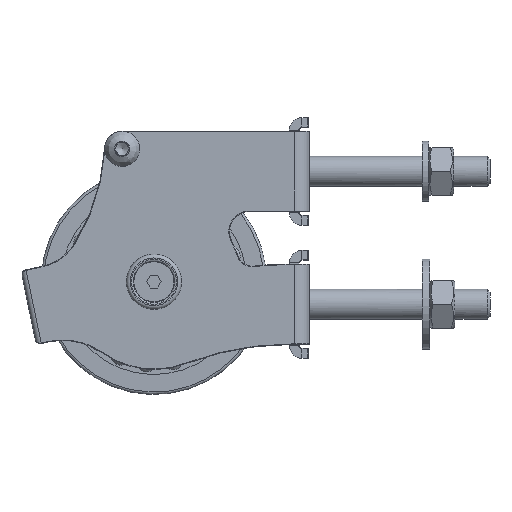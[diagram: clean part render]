
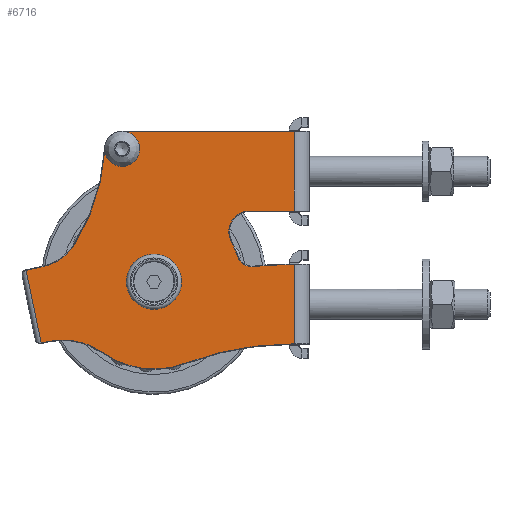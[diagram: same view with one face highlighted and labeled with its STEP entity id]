
A CAD part, left-side view. The second image highlights one B-rep face of the part: STEP entity #6716.
In plain terms, the highlighted planar face has unit normal (-1, 0, 0).
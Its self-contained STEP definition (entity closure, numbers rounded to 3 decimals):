
#381=LINE('',#10867,#731);
#382=LINE('',#10869,#732);
#383=LINE('',#10871,#733);
#384=LINE('',#10879,#734);
#385=LINE('',#10881,#735);
#386=LINE('',#10883,#736);
#387=LINE('',#10891,#737);
#388=LINE('',#10893,#738);
#389=LINE('',#10895,#739);
#731=VECTOR('',#8472,10.);
#732=VECTOR('',#8473,10.);
#733=VECTOR('',#8474,10.);
#734=VECTOR('',#8481,10.);
#735=VECTOR('',#8482,10.);
#736=VECTOR('',#8483,10.);
#737=VECTOR('',#8490,10.);
#738=VECTOR('',#8491,10.);
#739=VECTOR('',#8492,10.);
#1234=FACE_BOUND('',#1932,.T.);
#1235=FACE_BOUND('',#1933,.T.);
#1381=FACE_OUTER_BOUND('',#1931,.T.);
#1931=EDGE_LOOP('',(#4765,#4766,#4767,#4768,#4769,#4770,#4771,#4772,#4773,
#4774,#4775,#4776,#4777,#4778,#4779,#4780,#4781,#4782,#4783));
#1932=EDGE_LOOP('',(#4784));
#1933=EDGE_LOOP('',(#4785));
#2640=CIRCLE('',#7323,6.8);
#2641=CIRCLE('',#7324,80.2);
#2642=CIRCLE('',#7325,20.2);
#2643=CIRCLE('',#7326,28.2);
#2644=CIRCLE('',#7327,34.8);
#2645=CIRCLE('',#7328,120.2);
#2646=CIRCLE('',#7329,151.8);
#2647=CIRCLE('',#7330,6.2);
#2648=CIRCLE('',#7331,34.8);
#2649=CIRCLE('',#7332,8.2);
#2650=CIRCLE('',#7333,10.7);
#2651=CIRCLE('',#7334,6.662);
#3159=VERTEX_POINT('',#10865);
#3160=VERTEX_POINT('',#10866);
#3161=VERTEX_POINT('',#10868);
#3162=VERTEX_POINT('',#10870);
#3163=VERTEX_POINT('',#10872);
#3164=VERTEX_POINT('',#10874);
#3165=VERTEX_POINT('',#10876);
#3166=VERTEX_POINT('',#10878);
#3167=VERTEX_POINT('',#10880);
#3168=VERTEX_POINT('',#10882);
#3169=VERTEX_POINT('',#10884);
#3170=VERTEX_POINT('',#10886);
#3171=VERTEX_POINT('',#10888);
#3172=VERTEX_POINT('',#10890);
#3173=VERTEX_POINT('',#10892);
#3174=VERTEX_POINT('',#10894);
#3175=VERTEX_POINT('',#10896);
#3176=VERTEX_POINT('',#10898);
#3177=VERTEX_POINT('',#10900);
#3178=VERTEX_POINT('',#10903);
#3179=VERTEX_POINT('',#10905);
#3794=EDGE_CURVE('',#3159,#3160,#381,.T.);
#3795=EDGE_CURVE('',#3159,#3161,#382,.T.);
#3796=EDGE_CURVE('',#3162,#3161,#383,.T.);
#3797=EDGE_CURVE('',#3163,#3162,#2640,.T.);
#3798=EDGE_CURVE('',#3164,#3163,#2641,.T.);
#3799=EDGE_CURVE('',#3165,#3164,#2642,.T.);
#3800=EDGE_CURVE('',#3166,#3165,#384,.T.);
#3801=EDGE_CURVE('',#3167,#3166,#385,.T.);
#3802=EDGE_CURVE('',#3168,#3167,#386,.T.);
#3803=EDGE_CURVE('',#3169,#3168,#2643,.T.);
#3804=EDGE_CURVE('',#3170,#3169,#2644,.T.);
#3805=EDGE_CURVE('',#3171,#3170,#2645,.T.);
#3806=EDGE_CURVE('',#3172,#3171,#387,.T.);
#3807=EDGE_CURVE('',#3172,#3173,#388,.T.);
#3808=EDGE_CURVE('',#3174,#3173,#389,.T.);
#3809=EDGE_CURVE('',#3175,#3174,#2646,.T.);
#3810=EDGE_CURVE('',#3176,#3175,#2647,.T.);
#3811=EDGE_CURVE('',#3177,#3176,#2648,.T.);
#3812=EDGE_CURVE('',#3160,#3177,#2649,.T.);
#3813=EDGE_CURVE('',#3178,#3178,#2650,.T.);
#3814=EDGE_CURVE('',#3179,#3179,#2651,.T.);
#4765=ORIENTED_EDGE('',*,*,#3794,.F.);
#4766=ORIENTED_EDGE('',*,*,#3795,.T.);
#4767=ORIENTED_EDGE('',*,*,#3796,.F.);
#4768=ORIENTED_EDGE('',*,*,#3797,.F.);
#4769=ORIENTED_EDGE('',*,*,#3798,.F.);
#4770=ORIENTED_EDGE('',*,*,#3799,.F.);
#4771=ORIENTED_EDGE('',*,*,#3800,.F.);
#4772=ORIENTED_EDGE('',*,*,#3801,.F.);
#4773=ORIENTED_EDGE('',*,*,#3802,.F.);
#4774=ORIENTED_EDGE('',*,*,#3803,.F.);
#4775=ORIENTED_EDGE('',*,*,#3804,.F.);
#4776=ORIENTED_EDGE('',*,*,#3805,.F.);
#4777=ORIENTED_EDGE('',*,*,#3806,.F.);
#4778=ORIENTED_EDGE('',*,*,#3807,.T.);
#4779=ORIENTED_EDGE('',*,*,#3808,.F.);
#4780=ORIENTED_EDGE('',*,*,#3809,.F.);
#4781=ORIENTED_EDGE('',*,*,#3810,.F.);
#4782=ORIENTED_EDGE('',*,*,#3811,.F.);
#4783=ORIENTED_EDGE('',*,*,#3812,.F.);
#4784=ORIENTED_EDGE('',*,*,#3813,.F.);
#4785=ORIENTED_EDGE('',*,*,#3814,.T.);
#6551=PLANE('',#7322);
#6716=ADVANCED_FACE('',(#1381,#1234,#1235),#6551,.T.);
#7322=AXIS2_PLACEMENT_3D('',#10864,#8470,#8471);
#7323=AXIS2_PLACEMENT_3D('',#10873,#8475,#8476);
#7324=AXIS2_PLACEMENT_3D('',#10875,#8477,#8478);
#7325=AXIS2_PLACEMENT_3D('',#10877,#8479,#8480);
#7326=AXIS2_PLACEMENT_3D('',#10885,#8484,#8485);
#7327=AXIS2_PLACEMENT_3D('',#10887,#8486,#8487);
#7328=AXIS2_PLACEMENT_3D('',#10889,#8488,#8489);
#7329=AXIS2_PLACEMENT_3D('',#10897,#8493,#8494);
#7330=AXIS2_PLACEMENT_3D('',#10899,#8495,#8496);
#7331=AXIS2_PLACEMENT_3D('',#10901,#8497,#8498);
#7332=AXIS2_PLACEMENT_3D('',#10902,#8499,#8500);
#7333=AXIS2_PLACEMENT_3D('',#10904,#8501,#8502);
#7334=AXIS2_PLACEMENT_3D('',#10906,#8503,#8504);
#8470=DIRECTION('center_axis',(-1.,0.,0.));
#8471=DIRECTION('ref_axis',(0.,0.,-1.));
#8472=DIRECTION('',(0.,1.,0.));
#8473=DIRECTION('',(0.,0.,1.));
#8474=DIRECTION('',(0.,-1.,0.));
#8475=DIRECTION('center_axis',(1.,0.,0.));
#8476=DIRECTION('ref_axis',(0.,0.689,0.725));
#8477=DIRECTION('center_axis',(-1.,0.,0.));
#8478=DIRECTION('ref_axis',(0.,-0.954,-0.301));
#8479=DIRECTION('center_axis',(-1.,0.,0.));
#8480=DIRECTION('ref_axis',(0.,-0.571,-0.821));
#8481=DIRECTION('',(0.,-0.979,0.202));
#8482=DIRECTION('',(0.,0.202,0.979));
#8483=DIRECTION('',(0.,0.979,-0.202));
#8484=DIRECTION('center_axis',(-1.,0.,0.));
#8485=DIRECTION('ref_axis',(0.,-0.205,0.979));
#8486=DIRECTION('center_axis',(1.,0.,0.));
#8487=DIRECTION('ref_axis',(0.,0.127,-0.992));
#8488=DIRECTION('center_axis',(-1.,0.,0.));
#8489=DIRECTION('ref_axis',(0.,0.18,0.984));
#8490=DIRECTION('',(0.,1.,0.));
#8491=DIRECTION('',(0.,0.,1.));
#8492=DIRECTION('',(0.,-1.,0.));
#8493=DIRECTION('center_axis',(1.,0.,0.));
#8494=DIRECTION('ref_axis',(0.,0.05,0.999));
#8495=DIRECTION('center_axis',(-1.,0.,0.));
#8496=DIRECTION('ref_axis',(0.,0.552,-0.834));
#8497=DIRECTION('center_axis',(1.,0.,0.));
#8498=DIRECTION('ref_axis',(0.,-0.924,0.383));
#8499=DIRECTION('center_axis',(-1.,0.,0.));
#8500=DIRECTION('ref_axis',(0.,0.856,0.517));
#8501=DIRECTION('center_axis',(-1.,0.,0.));
#8502=DIRECTION('ref_axis',(0.,0.,-1.));
#8503=DIRECTION('center_axis',(1.,0.,0.));
#8504=DIRECTION('ref_axis',(0.,0.554,0.833));
#10864=CARTESIAN_POINT('Origin',(-29.,-22.215,14.67));
#10865=CARTESIAN_POINT('',(-29.,6.,28.2));
#10866=CARTESIAN_POINT('',(-29.,23.969,28.2));
#10867=CARTESIAN_POINT('',(-29.,0.877,28.2));
#10868=CARTESIAN_POINT('',(-29.,6.,59.8));
#10869=CARTESIAN_POINT('',(-29.,6.,21.335));
#10870=CARTESIAN_POINT('',(-29.,74.735,59.8));
#10871=CARTESIAN_POINT('',(-29.,26.26,59.8));
#10872=CARTESIAN_POINT('',(-29.,81.526,53.353));
#10873=CARTESIAN_POINT('Origin',(-29.,74.735,53.));
#10874=CARTESIAN_POINT('',(-29.,93.64,14.961));
#10875=CARTESIAN_POINT('Origin',(-29.,161.618,57.518));
#10876=CARTESIAN_POINT('',(-29.,106.678,5.897));
#10877=CARTESIAN_POINT('Origin',(-29.,110.761,25.68));
#10878=CARTESIAN_POINT('',(-29.,113.015,4.589));
#10879=CARTESIAN_POINT('',(-29.,46.186,18.383));
#10880=CARTESIAN_POINT('',(-29.,107.031,-24.4));
#10881=CARTESIAN_POINT('',(-29.,108.363,-17.95));
#10882=CARTESIAN_POINT('',(-29.,104.136,-23.802));
#10883=CARTESIAN_POINT('',(-29.,39.734,-10.509));
#10884=CARTESIAN_POINT('',(-29.,82.142,-28.403));
#10885=CARTESIAN_POINT('Origin',(-29.,98.435,-51.42));
#10886=CARTESIAN_POINT('',(-29.,49.738,-32.555));
#10887=CARTESIAN_POINT('Origin',(-29.,62.035,0.));
#10888=CARTESIAN_POINT('',(-29.,7.263,-24.8));
#10889=CARTESIAN_POINT('Origin',(-29.,7.263,-145.));
#10890=CARTESIAN_POINT('',(-29.,6.,-24.8));
#10891=CARTESIAN_POINT('',(-29.,-36.954,-24.8));
#10892=CARTESIAN_POINT('',(-29.,6.,6.8));
#10893=CARTESIAN_POINT('',(-29.,6.,-5.165));
#10894=CARTESIAN_POINT('',(-29.,7.263,6.8));
#10895=CARTESIAN_POINT('',(-29.,-36.954,6.8));
#10896=CARTESIAN_POINT('',(-29.,22.286,6.055));
#10897=CARTESIAN_POINT('Origin',(-29.,7.263,-145.));
#10898=CARTESIAN_POINT('',(-29.,28.818,10.376));
#10899=CARTESIAN_POINT('Origin',(-29.,22.9,12.224));
#10900=CARTESIAN_POINT('',(-29.,31.228,16.186));
#10901=CARTESIAN_POINT('Origin',(-29.,62.035,0.));
#10902=CARTESIAN_POINT('Origin',(-29.,23.969,20.));
#10903=CARTESIAN_POINT('',(-29.,62.035,10.7));
#10904=CARTESIAN_POINT('Origin',(-29.,62.035,0.));
#10905=CARTESIAN_POINT('',(-29.,80.283,49.311));
#10906=CARTESIAN_POINT('Origin',(-29.,74.735,53.));
